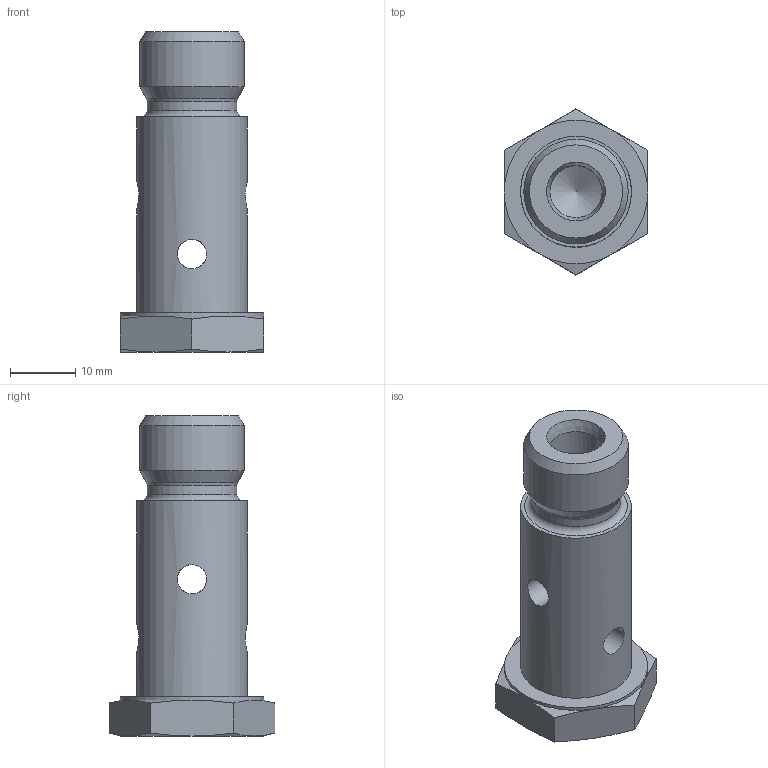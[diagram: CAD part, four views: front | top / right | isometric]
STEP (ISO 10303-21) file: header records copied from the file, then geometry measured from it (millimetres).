
FILE_DESCRIPTION((''),'2;1');
FILE_NAME('70900816.stp','2014-10-27T14:22:33',(''),('KNOMI spol. s r. o.'),'Autodesk Inventor 2012','Autodesk Inventor 2012','');
FILE_SCHEMA(('AUTOMOTIVE_DESIGN { 1 2 10303 214 0 1 1 1 }'));
Length unit declared in the file: millimetre
Products named in the file (1): Průtok.šr.Js08 D17/M16x1,5(137990)
Bounding box: 22 x 25.4 x 49 mm (x, y, z)
Volume: 9408.2 mm3; surface area: 4599.6 mm2
Topology: 1 solids, 1 shells, 43 faces, 108 edges, 67 vertices
Faces by surface type: cone 22, plane 10, cylinder 9, torus 2
Full cylindrical faces by diameter (mm): 4.5 x4, 8 x1, 13.7 x1, 16 x1, 16.96 x1, 22 x1
Entity records: 1352 total; most frequent: CARTESIAN_POINT 518, ORIENTED_EDGE 162, DIRECTION 156, EDGE_CURVE 81, AXIS2_PLACEMENT_3D 75, EDGE_LOOP 68, VERTEX_POINT 57, FACE_OUTER_BOUND 43
